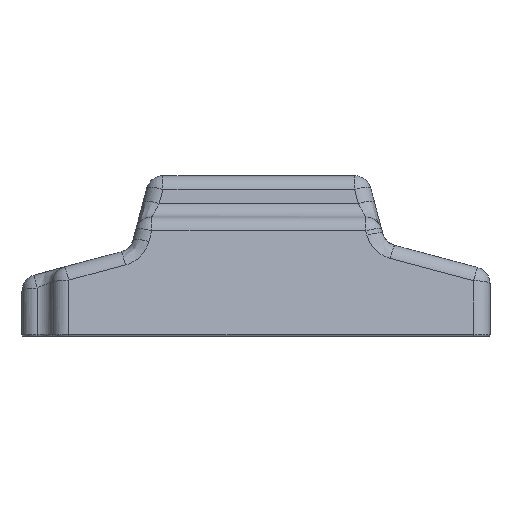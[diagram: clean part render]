
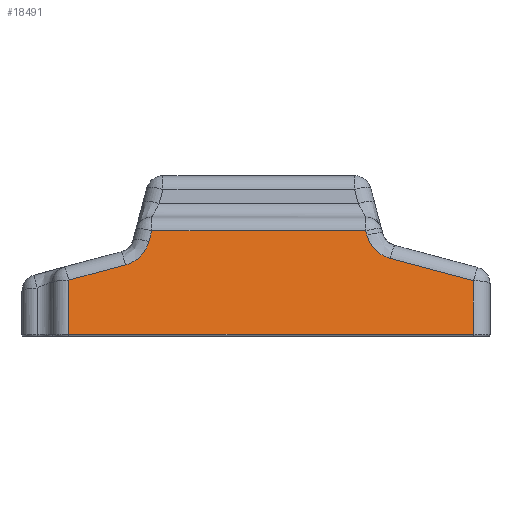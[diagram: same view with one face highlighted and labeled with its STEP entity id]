
A CAD part, front view. The second image highlights one B-rep face of the part: STEP entity #18491.
In plain terms, the highlighted planar face has unit normal (0, -0.985, 0.174).
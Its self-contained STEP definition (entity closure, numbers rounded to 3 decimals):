
#692=PLANE('',#19637);
#1282=ELLIPSE('',#19638,4.062,4.);
#1283=ELLIPSE('',#19639,4.062,4.);
#1922=LINE('',#26384,#3836);
#1931=LINE('',#26482,#3845);
#1932=LINE('',#26486,#3846);
#1933=LINE('',#26488,#3847);
#1934=LINE('',#26492,#3848);
#1935=LINE('',#26494,#3849);
#1936=LINE('',#26496,#3850);
#1937=LINE('',#26499,#3851);
#3836=VECTOR('',#21190,10.);
#3845=VECTOR('',#21237,10.);
#3846=VECTOR('',#21242,10.);
#3847=VECTOR('',#21243,10.);
#3848=VECTOR('',#21246,10.);
#3849=VECTOR('',#21247,10.);
#3850=VECTOR('',#21248,10.);
#3851=VECTOR('',#21251,10.);
#5624=FACE_OUTER_BOUND('',#6728,.T.);
#6728=EDGE_LOOP('',(#13356,#13357,#13358,#13359,#13360,#13361,#13362,#13363,
#13364,#13365));
#8543=VERTEX_POINT('',#26381);
#8544=VERTEX_POINT('',#26383);
#8559=VERTEX_POINT('',#26481);
#8560=VERTEX_POINT('',#26485);
#8561=VERTEX_POINT('',#26487);
#8562=VERTEX_POINT('',#26489);
#8563=VERTEX_POINT('',#26491);
#8564=VERTEX_POINT('',#26493);
#8565=VERTEX_POINT('',#26495);
#8566=VERTEX_POINT('',#26497);
#10419=EDGE_CURVE('',#8543,#8544,#1922,.T.);
#10442=EDGE_CURVE('',#8544,#8559,#1931,.T.);
#10444=EDGE_CURVE('',#8560,#8543,#1932,.T.);
#10445=EDGE_CURVE('',#8561,#8560,#1933,.T.);
#10446=EDGE_CURVE('',#8562,#8561,#1282,.T.);
#10447=EDGE_CURVE('',#8563,#8562,#1934,.T.);
#10448=EDGE_CURVE('',#8564,#8563,#1935,.T.);
#10449=EDGE_CURVE('',#8565,#8564,#1936,.T.);
#10450=EDGE_CURVE('',#8566,#8565,#1283,.T.);
#10451=EDGE_CURVE('',#8559,#8566,#1937,.T.);
#13356=ORIENTED_EDGE('',*,*,#10419,.F.);
#13357=ORIENTED_EDGE('',*,*,#10444,.F.);
#13358=ORIENTED_EDGE('',*,*,#10445,.F.);
#13359=ORIENTED_EDGE('',*,*,#10446,.F.);
#13360=ORIENTED_EDGE('',*,*,#10447,.F.);
#13361=ORIENTED_EDGE('',*,*,#10448,.F.);
#13362=ORIENTED_EDGE('',*,*,#10449,.F.);
#13363=ORIENTED_EDGE('',*,*,#10450,.F.);
#13364=ORIENTED_EDGE('',*,*,#10451,.F.);
#13365=ORIENTED_EDGE('',*,*,#10442,.F.);
#18491=ADVANCED_FACE('',(#5624),#692,.F.);
#19637=AXIS2_PLACEMENT_3D('',#26484,#21240,#21241);
#19638=AXIS2_PLACEMENT_3D('',#26490,#21244,#21245);
#19639=AXIS2_PLACEMENT_3D('',#26498,#21249,#21250);
#21190=DIRECTION('',(-1.,0.,0.));
#21237=DIRECTION('',(0.,0.174,0.985));
#21240=DIRECTION('center_axis',(0.,0.985,-0.174));
#21241=DIRECTION('ref_axis',(0.,-0.174,-0.985));
#21242=DIRECTION('',(0.,-0.174,-0.985));
#21243=DIRECTION('',(0.965,-0.046,-0.259));
#21244=DIRECTION('center_axis',(0.,-0.985,
0.174));
#21245=DIRECTION('ref_axis',(0.,-0.174,-0.985));
#21246=DIRECTION('',(0.255,-0.168,-0.952));
#21247=DIRECTION('',(1.,0.,0.));
#21248=DIRECTION('',(0.255,0.168,0.952));
#21249=DIRECTION('center_axis',(0.,-0.985,
0.174));
#21250=DIRECTION('ref_axis',(0.,-0.174,-0.985));
#21251=DIRECTION('',(0.965,0.046,0.259));
#26381=CARTESIAN_POINT('',(94.251,-87.189,0.235));
#26383=CARTESIAN_POINT('',(45.398,-87.189,0.235));
#26384=CARTESIAN_POINT('',(82.125,-87.189,0.235));
#26481=CARTESIAN_POINT('',(45.398,-86.034,6.788));
#26482=CARTESIAN_POINT('',(45.398,-86.011,6.917));
#26484=CARTESIAN_POINT('Origin',(96.251,-83.81,19.4));
#26485=CARTESIAN_POINT('',(94.251,-86.047,6.713));
#26486=CARTESIAN_POINT('',(94.251,-84.857,13.464));
#26487=CARTESIAN_POINT('',(84.21,-85.573,9.403));
#26488=CARTESIAN_POINT('',(88.07,-85.755,8.369));
#26489=CARTESIAN_POINT('',(81.381,-85.074,12.232));
#26490=CARTESIAN_POINT('Origin',(85.245,-84.891,13.267));
#26491=CARTESIAN_POINT('',(81.243,-84.983,12.747));
#26492=CARTESIAN_POINT('',(80.162,-84.271,16.784));
#26493=CARTESIAN_POINT('',(55.433,-84.983,12.747));
#26494=CARTESIAN_POINT('',(95.751,-84.983,12.747));
#26495=CARTESIAN_POINT('',(55.087,-85.211,11.455));
#26496=CARTESIAN_POINT('',(57.174,-83.837,19.245));
#26497=CARTESIAN_POINT('',(52.258,-85.71,8.626));
#26498=CARTESIAN_POINT('Origin',(51.223,-85.028,12.49));
#26499=CARTESIAN_POINT('',(69.867,-84.878,13.345));
